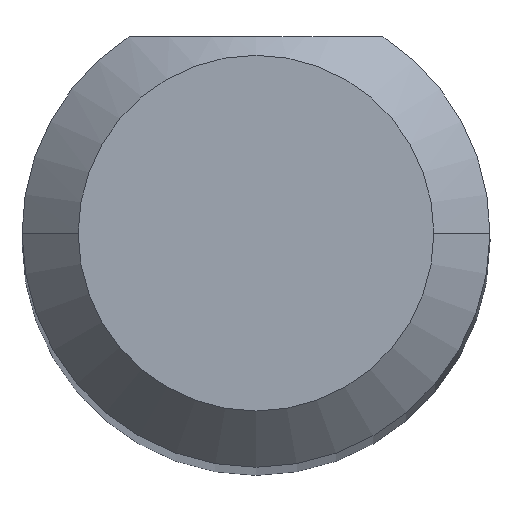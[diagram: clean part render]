
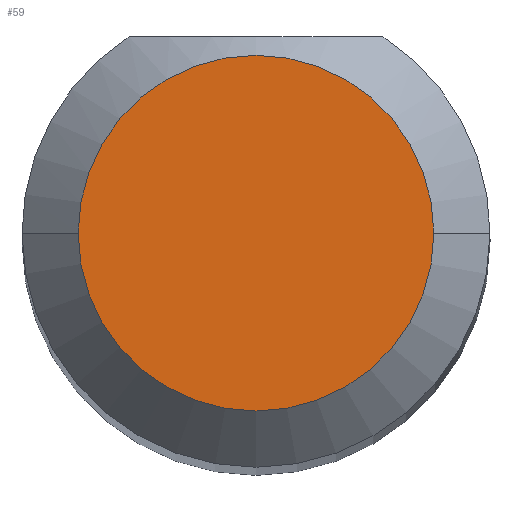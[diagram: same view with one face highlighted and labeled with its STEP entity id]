
A CAD part, top view. The second image highlights one B-rep face of the part: STEP entity #59.
In plain terms, the highlighted planar face has unit normal (0, 0, 1).
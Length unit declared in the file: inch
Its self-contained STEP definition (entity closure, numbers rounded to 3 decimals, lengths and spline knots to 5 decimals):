
#21 = ORIENTED_EDGE ( 'NONE', *, *, #503, .T. ) ;
#45 = AXIS2_PLACEMENT_3D ( 'NONE', #432, #292, #477 ) ;
#59 = ADVANCED_FACE ( 'NONE', ( #160 ), #294, .T. ) ;
#88 = AXIS2_PLACEMENT_3D ( 'NONE', #168, #349, #526 ) ;
#89 = CIRCLE ( 'NONE', #88, 0.0475 ) ;
#124 = CIRCLE ( 'NONE', #317, 0.0475 ) ;
#156 = CARTESIAN_POINT ( 'NONE',  ( -0.0475, 0., 1.5 ) ) ;
#160 = FACE_OUTER_BOUND ( 'NONE', #558, .T. ) ;
#168 = CARTESIAN_POINT ( 'NONE',  ( 0., 0., 1.5 ) ) ;
#179 = CARTESIAN_POINT ( 'NONE',  ( 0., 0., 1.5 ) ) ;
#207 = CARTESIAN_POINT ( 'NONE',  ( 0.0475, 0., 1.5 ) ) ;
#292 = DIRECTION ( 'NONE',  ( 0., 0., 1. ) ) ;
#294 = PLANE ( 'NONE',  #45 ) ;
#317 = AXIS2_PLACEMENT_3D ( 'NONE', #179, #392, #435 ) ;
#349 = DIRECTION ( 'NONE',  ( 0., 0., 1. ) ) ;
#392 = DIRECTION ( 'NONE',  ( 0., 0., 1. ) ) ;
#410 = ORIENTED_EDGE ( 'NONE', *, *, #542, .T. ) ;
#413 = VERTEX_POINT ( 'NONE', #156 ) ;
#420 = VERTEX_POINT ( 'NONE', #207 ) ;
#432 = CARTESIAN_POINT ( 'NONE',  ( 0., 0., 1.5 ) ) ;
#435 = DIRECTION ( 'NONE',  ( 1., 0., 0. ) ) ;
#477 = DIRECTION ( 'NONE',  ( 1., 0., 0. ) ) ;
#503 = EDGE_CURVE ( 'NONE', #420, #413, #89, .T. ) ;
#526 = DIRECTION ( 'NONE',  ( 1., 0., 0. ) ) ;
#542 = EDGE_CURVE ( 'NONE', #413, #420, #124, .T. ) ;
#558 = EDGE_LOOP ( 'NONE', ( #410, #21 ) ) ;
